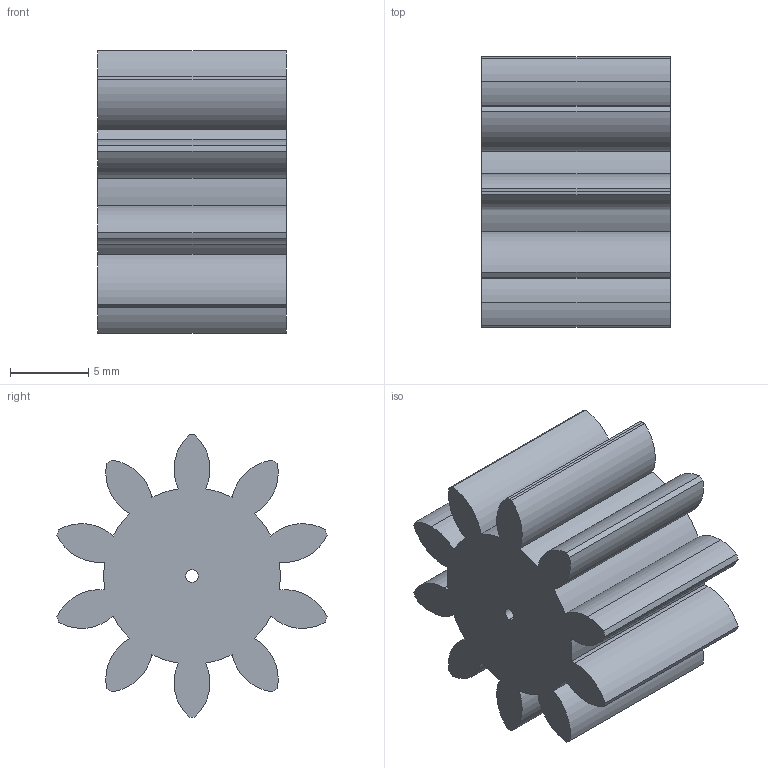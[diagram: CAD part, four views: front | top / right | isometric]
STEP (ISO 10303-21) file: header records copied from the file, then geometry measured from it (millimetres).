
FILE_DESCRIPTION (( 'STEP AP203' ), '1' );
FILE_NAME ('motor_gear.STEP', '2022-06-17T15:28:02', ( '' ), ( '' ), 'SwSTEP 2.0', 'SolidWorks 2021', '' );
FILE_SCHEMA (( 'CONFIG_CONTROL_DESIGN' ));
Length unit declared in the file: millimetre
Products named in the file (1): motor_gear
Bounding box: 12 x 17.23 x 18 mm (x, y, z)
Volume: 1940.9 mm3; surface area: 1511.6 mm2
Topology: 1 solids, 1 shells, 49 faces, 141 edges, 94 vertices
Faces by surface type: cylinder 47, plane 2
Entity records: 1750 total; most frequent: DIRECTION 335, CARTESIAN_POINT 285, ORIENTED_EDGE 282, AXIS2_PLACEMENT_3D 144, EDGE_CURVE 141, VERTEX_POINT 94, CIRCLE 94, EDGE_LOOP 51
